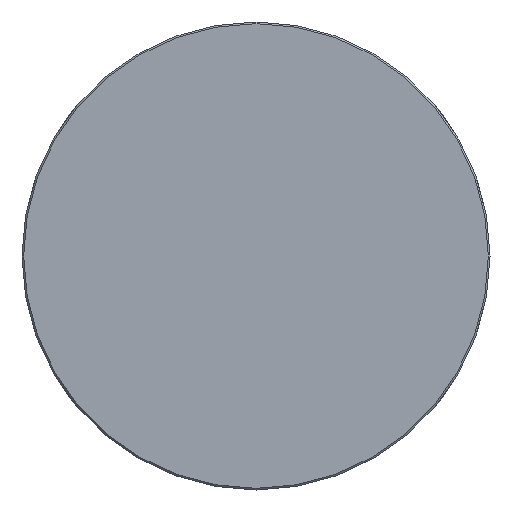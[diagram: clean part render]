
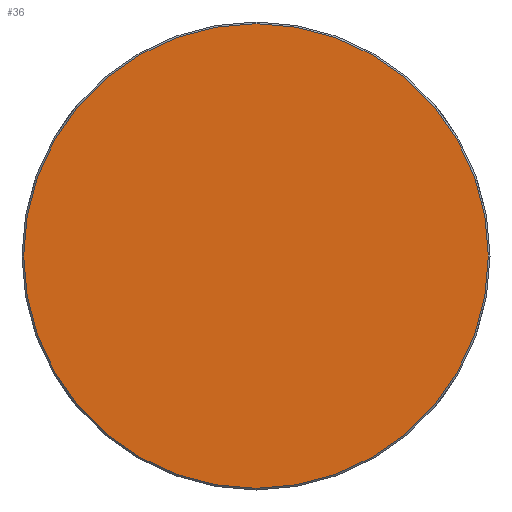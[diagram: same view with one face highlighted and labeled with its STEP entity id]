
A CAD part, left-side view. The second image highlights one B-rep face of the part: STEP entity #36.
In plain terms, the highlighted planar face has unit normal (-1, 0, 0).
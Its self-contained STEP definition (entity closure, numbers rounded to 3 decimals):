
#36 = ADVANCED_FACE ( 'NONE', ( #1057 ), #670, .F. ) ;
#118 = DIRECTION ( 'NONE',  ( -1., 0., 0. ) ) ;
#137 = CARTESIAN_POINT ( 'NONE',  ( -157.5, 0., -41.7 ) ) ;
#291 = DIRECTION ( 'NONE',  ( -1., 0., 0. ) ) ;
#363 = AXIS2_PLACEMENT_3D ( 'NONE', #686, #291, #1452 ) ;
#480 = EDGE_LOOP ( 'NONE', ( #1113, #1304 ) ) ;
#494 = DIRECTION ( 'NONE',  ( 0., 0., -1. ) ) ;
#539 = AXIS2_PLACEMENT_3D ( 'NONE', #908, #118, #494 ) ;
#586 = VERTEX_POINT ( 'NONE', #137 ) ;
#652 = DIRECTION ( 'NONE',  ( 1., 0., 0. ) ) ;
#670 = PLANE ( 'NONE',  #1533 ) ;
#686 = CARTESIAN_POINT ( 'NONE',  ( -157.5, 0., 0. ) ) ;
#776 = CIRCLE ( 'NONE', #363, 41.7 ) ;
#908 = CARTESIAN_POINT ( 'NONE',  ( -157.5, 0., 0. ) ) ;
#936 = EDGE_CURVE ( 'NONE', #1353, #586, #1160, .T. ) ;
#971 = CARTESIAN_POINT ( 'NONE',  ( -157.5, 0., 41.7 ) ) ;
#1057 = FACE_OUTER_BOUND ( 'NONE', #480, .T. ) ;
#1113 = ORIENTED_EDGE ( 'NONE', *, *, #1179, .T. ) ;
#1160 = CIRCLE ( 'NONE', #539, 41.7 ) ;
#1179 = EDGE_CURVE ( 'NONE', #586, #1353, #776, .T. ) ;
#1304 = ORIENTED_EDGE ( 'NONE', *, *, #936, .T. ) ;
#1353 = VERTEX_POINT ( 'NONE', #971 ) ;
#1452 = DIRECTION ( 'NONE',  ( 0., 0., -1. ) ) ;
#1464 = DIRECTION ( 'NONE',  ( 0., 0., -1. ) ) ;
#1533 = AXIS2_PLACEMENT_3D ( 'NONE', #1585, #652, #1464 ) ;
#1585 = CARTESIAN_POINT ( 'NONE',  ( -157.5, -42.2, 42.2 ) ) ;
